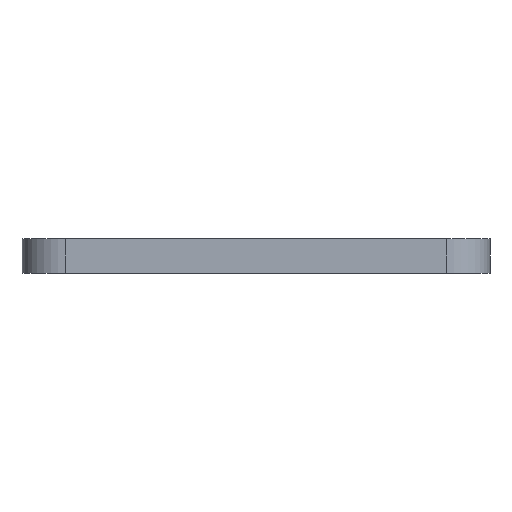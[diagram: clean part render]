
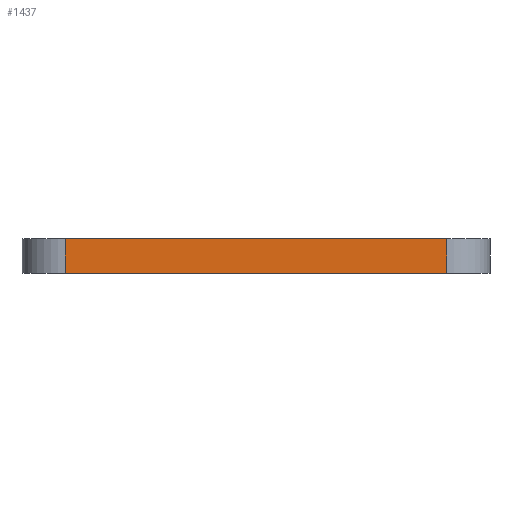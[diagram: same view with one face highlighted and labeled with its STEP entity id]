
A CAD part, front view. The second image highlights one B-rep face of the part: STEP entity #1437.
In plain terms, the highlighted planar face has unit normal (0, -1, 0).
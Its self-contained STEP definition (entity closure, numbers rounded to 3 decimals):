
#113=FACE_OUTER_BOUND('',#183,.T.);
#183=EDGE_LOOP('',(#1257,#1258,#1259,#1260));
#359=LINE('',#2208,#549);
#375=LINE('',#2255,#565);
#385=LINE('',#2282,#575);
#386=LINE('',#2284,#576);
#549=VECTOR('',#1804,10.);
#565=VECTOR('',#1852,10.);
#575=VECTOR('',#1882,10.);
#576=VECTOR('',#1885,10.);
#681=VERTEX_POINT('',#2206);
#682=VERTEX_POINT('',#2207);
#697=VERTEX_POINT('',#2254);
#704=VERTEX_POINT('',#2280);
#867=EDGE_CURVE('',#681,#682,#359,.T.);
#891=EDGE_CURVE('',#681,#697,#375,.T.);
#905=EDGE_CURVE('',#682,#704,#385,.T.);
#906=EDGE_CURVE('',#697,#704,#386,.T.);
#1257=ORIENTED_EDGE('',*,*,#867,.T.);
#1258=ORIENTED_EDGE('',*,*,#905,.T.);
#1259=ORIENTED_EDGE('',*,*,#906,.F.);
#1260=ORIENTED_EDGE('',*,*,#891,.F.);
#1370=PLANE('',#1536);
#1437=ADVANCED_FACE('',(#113),#1370,.T.);
#1536=AXIS2_PLACEMENT_3D('',#2283,#1883,#1884);
#1804=DIRECTION('',(1.,0.,0.));
#1852=DIRECTION('',(0.,0.,1.));
#1882=DIRECTION('',(0.,0.,1.));
#1883=DIRECTION('center_axis',(0.,-1.,0.));
#1884=DIRECTION('ref_axis',(1.,0.,0.));
#1885=DIRECTION('',(1.,0.,0.));
#2206=CARTESIAN_POINT('',(-22.,-55.,0.));
#2207=CARTESIAN_POINT('',(22.,-55.,0.));
#2208=CARTESIAN_POINT('',(-22.,-55.,0.));
#2254=CARTESIAN_POINT('',(-22.,-55.,4.));
#2255=CARTESIAN_POINT('',(-22.,-55.,0.));
#2280=CARTESIAN_POINT('',(22.,-55.,4.));
#2282=CARTESIAN_POINT('',(22.,-55.,0.));
#2283=CARTESIAN_POINT('Origin',(-22.,-55.,0.));
#2284=CARTESIAN_POINT('',(-22.,-55.,4.));
